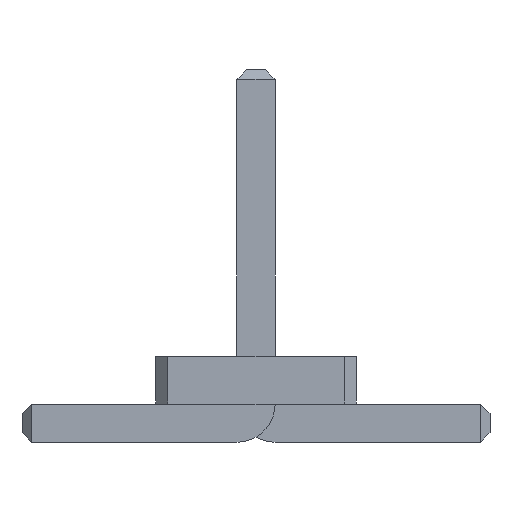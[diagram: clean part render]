
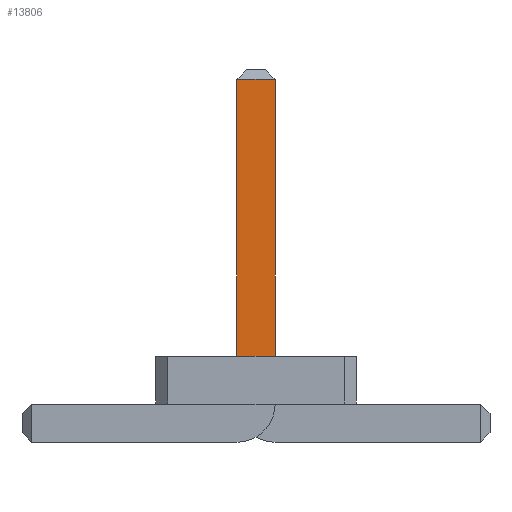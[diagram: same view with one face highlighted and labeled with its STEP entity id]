
A CAD part, front view. The second image highlights one B-rep face of the part: STEP entity #13806.
In plain terms, the highlighted planar face has unit normal (0, -1, 0).
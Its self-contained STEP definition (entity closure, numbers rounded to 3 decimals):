
#5186 = EDGE_CURVE('',#5187,#5189,#5191,.T.);
#5187 = VERTEX_POINT('',#5188);
#5188 = CARTESIAN_POINT('',(-0.2,-17.98,0.9));
#5189 = VERTEX_POINT('',#5190);
#5190 = CARTESIAN_POINT('',(0.2,-17.98,0.9));
#5191 = LINE('',#5192,#5193);
#5192 = CARTESIAN_POINT('',(-0.362,-17.98,0.9));
#5193 = VECTOR('',#5194,1.);
#5194 = DIRECTION('',(1.,0.,0.));
#13806 = ADVANCED_FACE('',(#13807),#13832,.F.);
#13807 = FACE_BOUND('',#13808,.F.);
#13808 = EDGE_LOOP('',(#13809,#13817,#13818,#13826));
#13809 = ORIENTED_EDGE('',*,*,#13810,.F.);
#13810 = EDGE_CURVE('',#5189,#13811,#13813,.T.);
#13811 = VERTEX_POINT('',#13812);
#13812 = CARTESIAN_POINT('',(0.2,-17.98,3.8));
#13813 = LINE('',#13814,#13815);
#13814 = CARTESIAN_POINT('',(0.2,-17.98,0.));
#13815 = VECTOR('',#13816,1.);
#13816 = DIRECTION('',(0.,0.,1.));
#13817 = ORIENTED_EDGE('',*,*,#5186,.F.);
#13818 = ORIENTED_EDGE('',*,*,#13819,.F.);
#13819 = EDGE_CURVE('',#13820,#5187,#13822,.T.);
#13820 = VERTEX_POINT('',#13821);
#13821 = CARTESIAN_POINT('',(-0.2,-17.98,3.8));
#13822 = LINE('',#13823,#13824);
#13823 = CARTESIAN_POINT('',(-0.2,-17.98,3.9));
#13824 = VECTOR('',#13825,1.);
#13825 = DIRECTION('',(0.,0.,-1.));
#13826 = ORIENTED_EDGE('',*,*,#13827,.F.);
#13827 = EDGE_CURVE('',#13811,#13820,#13828,.T.);
#13828 = LINE('',#13829,#13830);
#13829 = CARTESIAN_POINT('',(0.2,-17.98,3.8));
#13830 = VECTOR('',#13831,1.);
#13831 = DIRECTION('',(-1.,0.,0.));
#13832 = PLANE('',#13833);
#13833 = AXIS2_PLACEMENT_3D('',#13834,#13835,#13836);
#13834 = CARTESIAN_POINT('',(0.2,-17.98,3.9));
#13835 = DIRECTION('',(0.,1.,0.));
#13836 = DIRECTION('',(0.,0.,1.));
